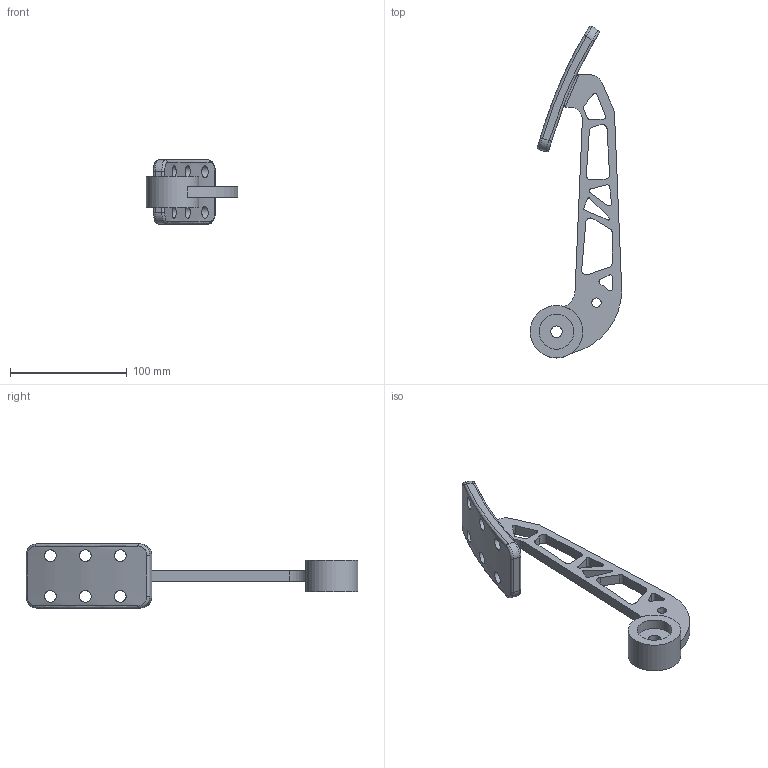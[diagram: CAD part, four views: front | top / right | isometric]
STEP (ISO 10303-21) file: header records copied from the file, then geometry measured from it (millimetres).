
FILE_DESCRIPTION(/* description */ ('','CAx-IF Rec.Pracs.---Representation and Presentation of Product Manufacturing Information (PMI)---4.0---2014-10-13'),/* implementation_level */ '2;1');
FILE_NAME(/* name */ 'BrakePedal Latest.step',/* time_stamp */ '2024-12-16T14:16:40+05:30',/* author */ (''),/* organization */ (''),/* preprocessor_version */ 'ST-DEVELOPER v20',/* originating_system */ 'Autodesk Translation Framework v13.20.0.188',/* authorisation */ '');
FILE_SCHEMA (('AP242_MANAGED_MODEL_BASED_3D_ENGINEERING_MIM_LF { 1 0 10303 442 1 1 4 }'));
Length unit declared in the file: millimetre
Products named in the file (1): FusionComponent
Bounding box: 78.5 x 284.85 x 55 mm (x, y, z)
Volume: 131281.5 mm3; surface area: 43088.7 mm2
Topology: 1 solids, 1 shells, 101 faces, 284 edges, 188 vertices
Faces by surface type: cylinder 46, plane 37, bspline 18
Full cylindrical faces by diameter (mm): 8 x1, 10 x7, 30 x2, 45 x1
Entity records: 5824 total; most frequent: CARTESIAN_POINT 3237, ORIENTED_EDGE 568, DIRECTION 472, EDGE_CURVE 284, VERTEX_POINT 188, AXIS2_PLACEMENT_3D 166, LINE 140, VECTOR 140
